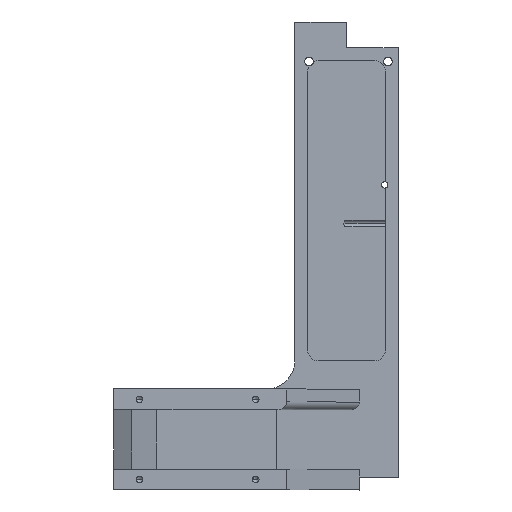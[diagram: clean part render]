
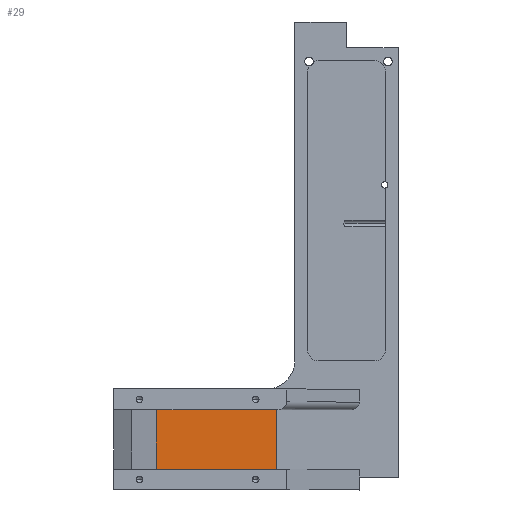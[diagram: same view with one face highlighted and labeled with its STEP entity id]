
A CAD part, top view. The second image highlights one B-rep face of the part: STEP entity #29.
In plain terms, the highlighted face is planar.
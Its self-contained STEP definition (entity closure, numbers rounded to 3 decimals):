
#29 = ADVANCED_FACE ( 'NONE', ( #1782 ), #2349, .T. ) ;
#46 = EDGE_CURVE ( 'NONE', #1489, #2870, #1471, .T. ) ;
#51 = AXIS2_PLACEMENT_3D ( 'NONE', #2622, #3190, #1488 ) ;
#100 = VERTEX_POINT ( 'NONE', #1843 ) ;
#239 = DIRECTION ( 'NONE',  ( 0., 1., 0. ) ) ;
#368 = VECTOR ( 'NONE', #2394, 1000. ) ;
#416 = CARTESIAN_POINT ( 'NONE',  ( 0., 320.5, -23.689 ) ) ;
#627 = VERTEX_POINT ( 'NONE', #3529 ) ;
#719 = DIRECTION ( 'NONE',  ( 0., 1., 0. ) ) ;
#780 = ORIENTED_EDGE ( 'NONE', *, *, #2949, .F. ) ;
#842 = LINE ( 'NONE', #849, #2218 ) ;
#849 = CARTESIAN_POINT ( 'NONE',  ( 18.265, 289.5, -23.689 ) ) ;
#895 = CARTESIAN_POINT ( 'NONE',  ( 0., 297.5, -23.689 ) ) ;
#1067 = VECTOR ( 'NONE', #2355, 1000. ) ;
#1074 = VECTOR ( 'NONE', #719, 1000. ) ;
#1109 = LINE ( 'NONE', #416, #368 ) ;
#1193 = EDGE_CURVE ( 'NONE', #627, #100, #2496, .T. ) ;
#1335 = CARTESIAN_POINT ( 'NONE',  ( 18.265, 320.5, -23.689 ) ) ;
#1471 = LINE ( 'NONE', #2048, #3118 ) ;
#1488 = DIRECTION ( 'NONE',  ( -1., 0., 0. ) ) ;
#1489 = VERTEX_POINT ( 'NONE', #1713 ) ;
#1597 = EDGE_CURVE ( 'NONE', #627, #3440, #1685, .T. ) ;
#1609 = ORIENTED_EDGE ( 'NONE', *, *, #46, .T. ) ;
#1610 = ORIENTED_EDGE ( 'NONE', *, *, #1787, .T. ) ;
#1685 = LINE ( 'NONE', #895, #1067 ) ;
#1713 = CARTESIAN_POINT ( 'NONE',  ( -11.166, 320.5, -23.689 ) ) ;
#1782 = FACE_OUTER_BOUND ( 'NONE', #3260, .T. ) ;
#1787 = EDGE_CURVE ( 'NONE', #100, #1489, #1109, .T. ) ;
#1843 = CARTESIAN_POINT ( 'NONE',  ( -28.072, 320.5, -23.689 ) ) ;
#2014 = ORIENTED_EDGE ( 'NONE', *, *, #1193, .T. ) ;
#2048 = CARTESIAN_POINT ( 'NONE',  ( 0., 320.5, -23.689 ) ) ;
#2218 = VECTOR ( 'NONE', #239, 1000. ) ;
#2221 = CARTESIAN_POINT ( 'NONE',  ( 18.265, 297.5, -23.689 ) ) ;
#2349 = PLANE ( 'NONE',  #51 ) ;
#2355 = DIRECTION ( 'NONE',  ( 1., 0., 0. ) ) ;
#2394 = DIRECTION ( 'NONE',  ( 1., 0., 0. ) ) ;
#2496 = LINE ( 'NONE', #2981, #1074 ) ;
#2548 = ORIENTED_EDGE ( 'NONE', *, *, #1597, .F. ) ;
#2622 = CARTESIAN_POINT ( 'NONE',  ( -28.072, 289.5, -23.689 ) ) ;
#2870 = VERTEX_POINT ( 'NONE', #1335 ) ;
#2949 = EDGE_CURVE ( 'NONE', #3440, #2870, #842, .T. ) ;
#2981 = CARTESIAN_POINT ( 'NONE',  ( -28.072, 289.5, -23.689 ) ) ;
#3118 = VECTOR ( 'NONE', #3486, 1000. ) ;
#3190 = DIRECTION ( 'NONE',  ( 0., 0., -1. ) ) ;
#3260 = EDGE_LOOP ( 'NONE', ( #2548, #2014, #1610, #1609, #780 ) ) ;
#3440 = VERTEX_POINT ( 'NONE', #2221 ) ;
#3486 = DIRECTION ( 'NONE',  ( 1., 0., 0. ) ) ;
#3529 = CARTESIAN_POINT ( 'NONE',  ( -28.072, 297.5, -23.689 ) ) ;
